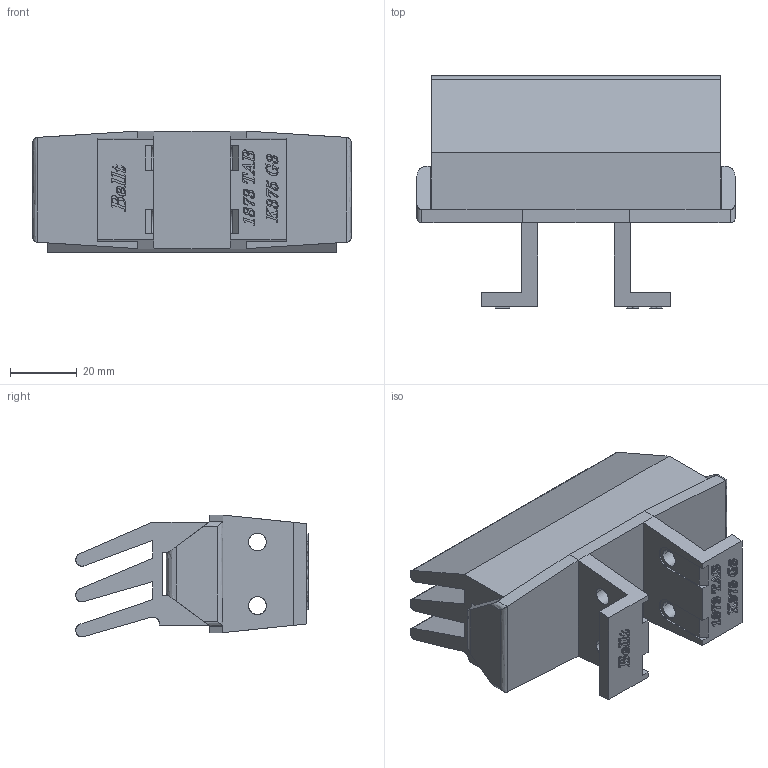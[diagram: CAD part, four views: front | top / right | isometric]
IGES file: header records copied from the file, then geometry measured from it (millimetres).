
Start section: SolidWorks IGES file using analytic representation for surfaces
Global section: file name: 01.04.187310 - Conjunto Placa 1873 K325 Tab G3.IGS; native system: SolidWorks 2024; preprocessor: SolidWorks 2024; author: User; date: 250923.153019; units: millimetre
Bounding box: 95.25 x 69.5 x 36.51 mm (x, y, z)
Surface area: 39454 mm2 (no closed solid volume)
Topology: 0 solids, 0 shells, 512 faces, 6536 edges, 6536 vertices
Faces by surface type: bspline 485, revolution 27
